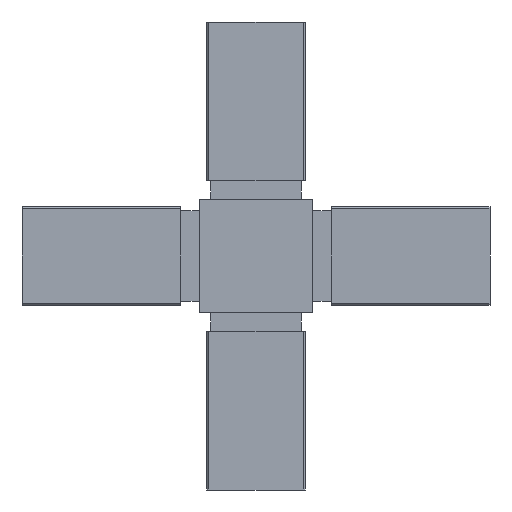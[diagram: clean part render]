
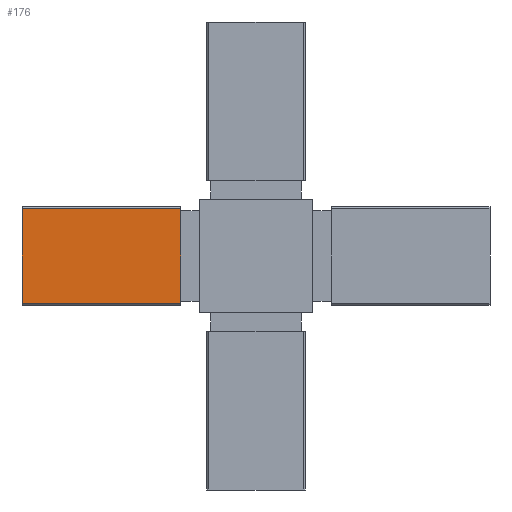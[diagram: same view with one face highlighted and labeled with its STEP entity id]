
A CAD part, left-side view. The second image highlights one B-rep face of the part: STEP entity #176.
In plain terms, the highlighted planar face has unit normal (-1, 0, 0).
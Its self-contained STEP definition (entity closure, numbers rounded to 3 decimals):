
#176 = ADVANCED_FACE( '', ( #369 ), #370, .F. );
#369 = FACE_OUTER_BOUND( '', #570, .T. );
#370 = PLANE( '', #571 );
#570 = EDGE_LOOP( '', ( #1035, #1036, #1037, #1038 ) );
#571 = AXIS2_PLACEMENT_3D( '', #1039, #1040, #1041 );
#1035 = ORIENTED_EDGE( '', *, *, #1308, .T. );
#1036 = ORIENTED_EDGE( '', *, *, #1204, .T. );
#1037 = ORIENTED_EDGE( '', *, *, #1251, .F. );
#1038 = ORIENTED_EDGE( '', *, *, #1373, .F. );
#1039 = CARTESIAN_POINT( '', ( -13., 62., -12.5 ) );
#1040 = DIRECTION( '', ( 1., 0., 0. ) );
#1041 = DIRECTION( '', ( 0., 0., -1. ) );
#1204 = EDGE_CURVE( '', #1428, #1440, #1442, .T. );
#1251 = EDGE_CURVE( '', #1523, #1440, #1524, .T. );
#1308 = EDGE_CURVE( '', #1610, #1428, #1611, .T. );
#1373 = EDGE_CURVE( '', #1610, #1523, #1693, .T. );
#1428 = VERTEX_POINT( '', #1760 );
#1440 = VERTEX_POINT( '', #1775 );
#1442 = LINE( '', #1777, #1778 );
#1523 = VERTEX_POINT( '', #1890 );
#1524 = LINE( '', #1891, #1892 );
#1610 = VERTEX_POINT( '', #2011 );
#1611 = LINE( '', #2012, #2013 );
#1693 = LINE( '', #2129, #2130 );
#1760 = CARTESIAN_POINT( '', ( -13., 20., -12.5 ) );
#1775 = CARTESIAN_POINT( '', ( -13., 20., 12.5 ) );
#1777 = CARTESIAN_POINT( '', ( -13., 20., -12.5 ) );
#1778 = VECTOR( '', #2199, 1000. );
#1890 = CARTESIAN_POINT( '', ( -13., 62., 12.5 ) );
#1891 = CARTESIAN_POINT( '', ( -13., 62., 12.5 ) );
#1892 = VECTOR( '', #2249, 1000. );
#2011 = CARTESIAN_POINT( '', ( -13., 62., -12.5 ) );
#2012 = CARTESIAN_POINT( '', ( -13., 62., -12.5 ) );
#2013 = VECTOR( '', #2313, 1000. );
#2129 = CARTESIAN_POINT( '', ( -13., 62., -12.5 ) );
#2130 = VECTOR( '', #2375, 1000. );
#2199 = DIRECTION( '', ( 0., 0., 1. ) );
#2249 = DIRECTION( '', ( 0., -1., 0. ) );
#2313 = DIRECTION( '', ( 0., -1., 0. ) );
#2375 = DIRECTION( '', ( 0., 0., 1. ) );
